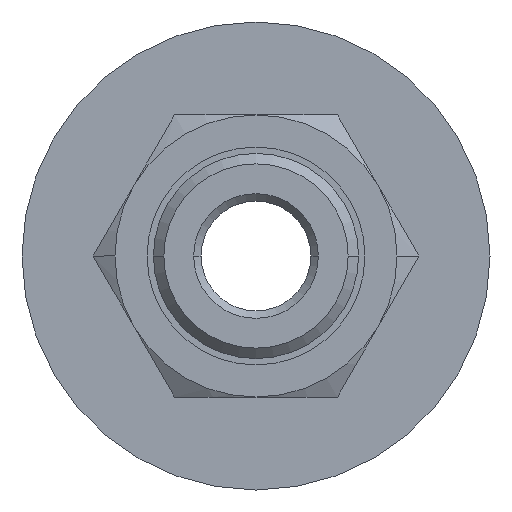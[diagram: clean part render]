
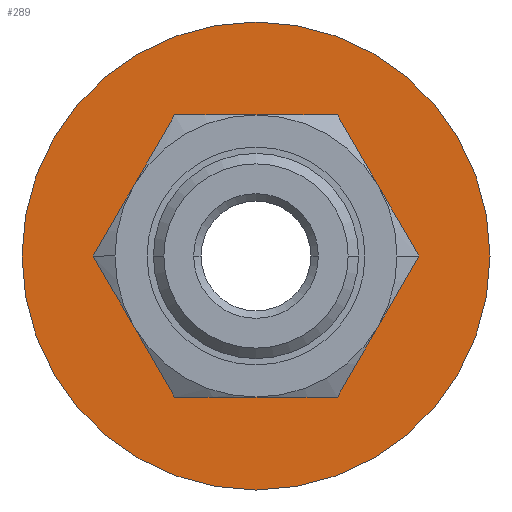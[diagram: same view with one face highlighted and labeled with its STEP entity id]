
A CAD part, front view. The second image highlights one B-rep face of the part: STEP entity #289.
In plain terms, the highlighted planar face has unit normal (0, -1, 0).
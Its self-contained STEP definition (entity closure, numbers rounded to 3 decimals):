
#289=ADVANCED_FACE('',(#566,#567),#568,.F.);
#566=FACE_OUTER_BOUND('',#839,.T.);
#567=FACE_BOUND('',#840,.T.);
#568=PLANE('',#841);
#839=EDGE_LOOP('',(#1506,#1507));
#840=EDGE_LOOP('',(#1508,#1509));
#841=AXIS2_PLACEMENT_3D('',#1510,#1511,#1512);
#1506=ORIENTED_EDGE('',*,*,#1667,.T.);
#1507=ORIENTED_EDGE('',*,*,#1558,.T.);
#1508=ORIENTED_EDGE('',*,*,#1789,.T.);
#1509=ORIENTED_EDGE('',*,*,#1779,.T.);
#1510=CARTESIAN_POINT('',(0.0,-8.5,0.0));
#1511=DIRECTION('',(0.0,1.0,0.0));
#1512=DIRECTION('',(1.0,0.0,-0.0));
#1558=EDGE_CURVE('',#1836,#1833,#1837,.T.);
#1667=EDGE_CURVE('',#1833,#1836,#2005,.T.);
#1779=EDGE_CURVE('',#2147,#2145,#2148,.T.);
#1789=EDGE_CURVE('',#2145,#2147,#2158,.T.);
#1833=VERTEX_POINT('',#2230);
#1836=VERTEX_POINT('',#2234);
#1837=CIRCLE('',#2235,18.25);
#2005=CIRCLE('',#2650,18.25);
#2145=VERTEX_POINT('',#2971);
#2147=VERTEX_POINT('',#2974);
#2148=CIRCLE('',#2975,8.25);
#2158=CIRCLE('',#3004,8.25);
#2230=CARTESIAN_POINT('',(18.25,-8.5,0.0));
#2234=CARTESIAN_POINT('',(-18.25,-8.5,0.));
#2235=AXIS2_PLACEMENT_3D('',#3047,#3048,#3049);
#2650=AXIS2_PLACEMENT_3D('',#3186,#3187,#3188);
#2971=CARTESIAN_POINT('',(8.25,-8.5,0.0));
#2974=CARTESIAN_POINT('',(-8.25,-8.5,0.));
#2975=AXIS2_PLACEMENT_3D('',#3308,#3309,#3310);
#3004=AXIS2_PLACEMENT_3D('',#3312,#3313,#3314);
#3047=CARTESIAN_POINT('',(0.0,-8.5,0.0));
#3048=DIRECTION('',(0.0,-1.0,0.0));
#3049=DIRECTION('',(-1.0,0.0,0.0));
#3186=CARTESIAN_POINT('',(0.0,-8.5,0.0));
#3187=DIRECTION('',(0.0,-1.0,0.0));
#3188=DIRECTION('',(-1.0,0.0,0.0));
#3308=CARTESIAN_POINT('',(0.0,-8.5,0.0));
#3309=DIRECTION('',(0.0,1.0,0.0));
#3310=DIRECTION('',(-1.0,0.0,0.0));
#3312=CARTESIAN_POINT('',(0.0,-8.5,0.0));
#3313=DIRECTION('',(0.0,1.0,0.0));
#3314=DIRECTION('',(-1.0,0.0,0.0));
